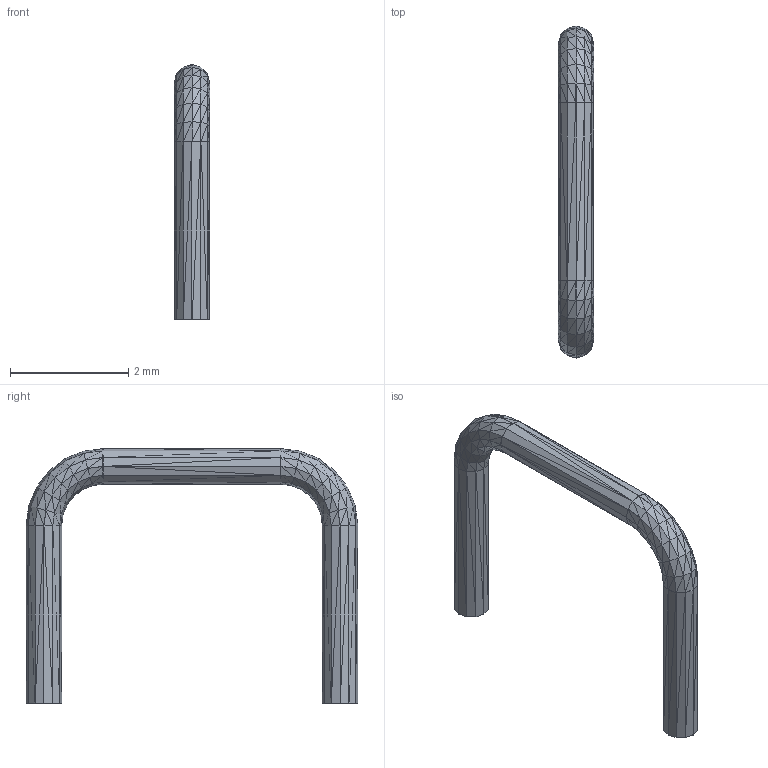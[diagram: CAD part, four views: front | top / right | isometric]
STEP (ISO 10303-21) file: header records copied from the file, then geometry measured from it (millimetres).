
FILE_DESCRIPTION((''),'2;1');
FILE_NAME('5mm jumper wire', '2025-04-17T07:17:58', (''), (''), 'ImageToStl.com STEP Converter','', '');
FILE_SCHEMA(('AUTOMOTIVE_DESIGN_CC2'));
Length unit declared in the file: metre
Products named in the file (1): product0
Bounding box: 0.6 x 5.6 x 4.3 mm (x, y, z)
Surface area: 25.3 mm2 (no closed solid volume)
Topology: 0 solids, 556 shells, 556 faces, 1668 edges, 288 vertices
Faces by surface type: plane 556
Entity records: 12836 total; most frequent: DIRECTION 2782, ORIENTED_EDGE 1668, EDGE_CURVE 1668, LINE 1668, VECTOR 1668, AXIS2_PLACEMENT_3D 557, FACE_SURFACE 556, PLANE 556
